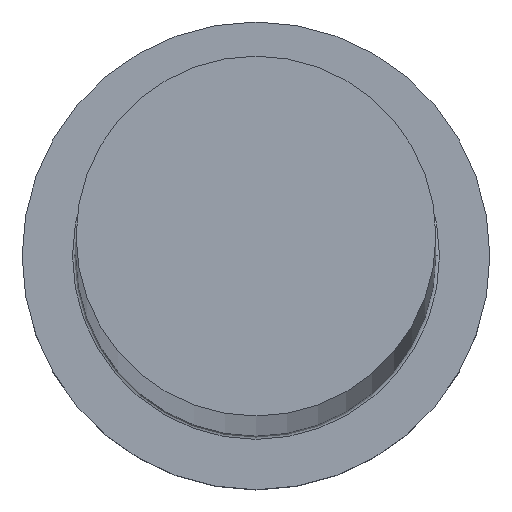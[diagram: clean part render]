
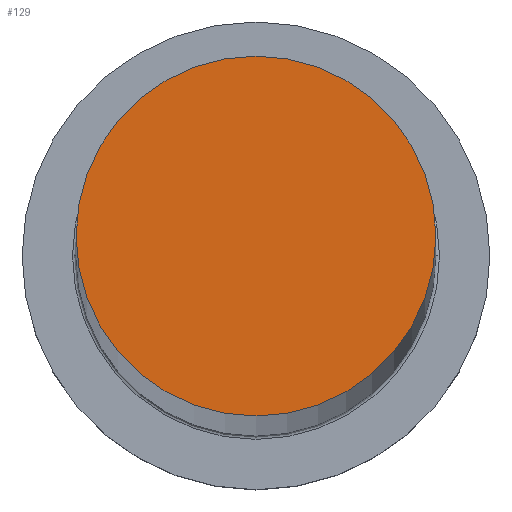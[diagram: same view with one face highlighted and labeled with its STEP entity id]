
A CAD part, top view. The second image highlights one B-rep face of the part: STEP entity #129.
In plain terms, the highlighted planar face has unit normal (0, 0, 1).
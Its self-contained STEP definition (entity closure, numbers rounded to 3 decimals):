
#4 = AXIS2_PLACEMENT_3D ( 'NONE', #185, #226, #26 ) ;
#19 = VERTEX_POINT ( 'NONE', #116 ) ;
#26 = DIRECTION ( 'NONE',  ( 1., 0., 0. ) ) ;
#39 = FACE_OUTER_BOUND ( 'NONE', #297, .T. ) ;
#48 = DIRECTION ( 'NONE',  ( 0., 0., 1. ) ) ;
#51 = AXIS2_PLACEMENT_3D ( 'NONE', #280, #163, #55 ) ;
#55 = DIRECTION ( 'NONE',  ( 1., 0., 0. ) ) ;
#58 = ORIENTED_EDGE ( 'NONE', *, *, #114, .T. ) ;
#70 = CARTESIAN_POINT ( 'NONE',  ( -10., 0., 638. ) ) ;
#84 = PLANE ( 'NONE',  #4 ) ;
#85 = CARTESIAN_POINT ( 'NONE',  ( 0., 0., 638. ) ) ;
#114 = EDGE_CURVE ( 'NONE', #19, #283, #132, .T. ) ;
#116 = CARTESIAN_POINT ( 'NONE',  ( 10., 0., 638. ) ) ;
#128 = ORIENTED_EDGE ( 'NONE', *, *, #285, .T. ) ;
#129 = ADVANCED_FACE ( 'NONE', ( #39 ), #84, .T. ) ;
#132 = CIRCLE ( 'NONE', #51, 10. ) ;
#161 = DIRECTION ( 'NONE',  ( 1., 0., 0. ) ) ;
#163 = DIRECTION ( 'NONE',  ( 0., 0., 1. ) ) ;
#185 = CARTESIAN_POINT ( 'NONE',  ( 0., 0., 638. ) ) ;
#226 = DIRECTION ( 'NONE',  ( 0., 0., 1. ) ) ;
#235 = CIRCLE ( 'NONE', #245, 10. ) ;
#245 = AXIS2_PLACEMENT_3D ( 'NONE', #85, #48, #161 ) ;
#280 = CARTESIAN_POINT ( 'NONE',  ( 0., 0., 638. ) ) ;
#283 = VERTEX_POINT ( 'NONE', #70 ) ;
#285 = EDGE_CURVE ( 'NONE', #283, #19, #235, .T. ) ;
#297 = EDGE_LOOP ( 'NONE', ( #128, #58 ) ) ;
